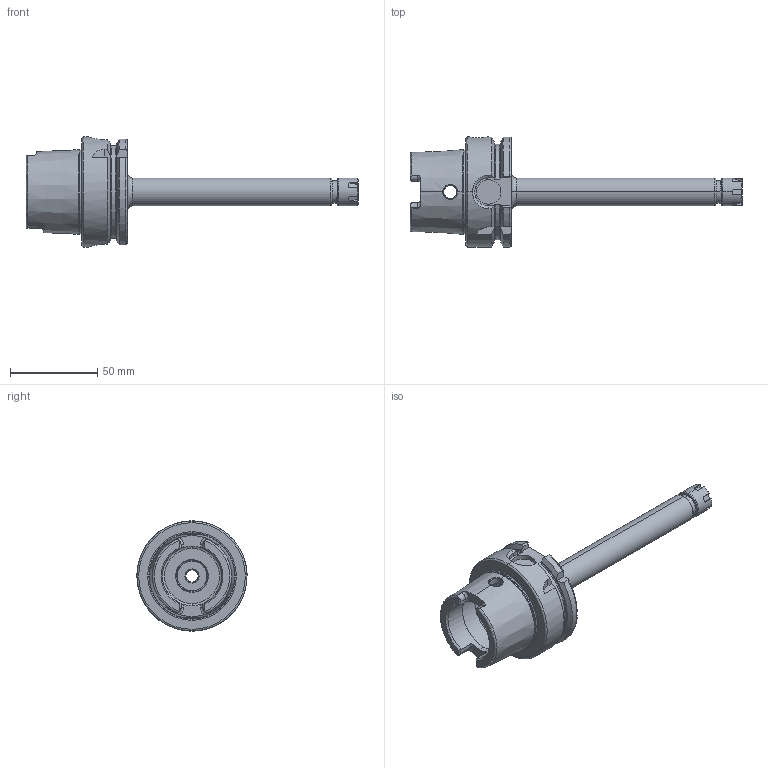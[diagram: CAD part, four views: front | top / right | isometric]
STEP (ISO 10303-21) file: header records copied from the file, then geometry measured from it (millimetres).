
FILE_DESCRIPTION (( 'STEP AP203' ), '1' );
FILE_NAME ('A63.02.07.2.STEP', '2016-11-26T03:08:24', ( '' ), ( '' ), 'SwSTEP 2.0', 'SolidWorks 2012', '' );
FILE_SCHEMA (( 'CONFIG_CONTROL_DESIGN' ));
Length unit declared in the file: millimetre
Products named in the file (3): A63.02.07.2; 2-01.300.0110120D4_ER11螺帽(M型)
Assembly tree (2 placements, depth 2):
  A63.02.07.2
    A63.02.07.2
    2-01.300.0110120D4_ER11螺帽(M型)
Bounding box: 189.9 x 63 x 63 mm (x, y, z)
Volume: 101061.5 mm3; surface area: 34111 mm2
Topology: 2 solids, 2 shells, 422 faces, 1134 edges, 716 vertices
Faces by surface type: cylinder 173, plane 112, torus 65, bspline 42, cone 30
Entity records: 30772 total; most frequent: CARTESIAN_POINT 21124, ORIENTED_EDGE 2260, DIRECTION 1657, EDGE_CURVE 1130, VERTEX_POINT 716, AXIS2_PLACEMENT_3D 635, EDGE_LOOP 434, FACE_OUTER_BOUND 422
